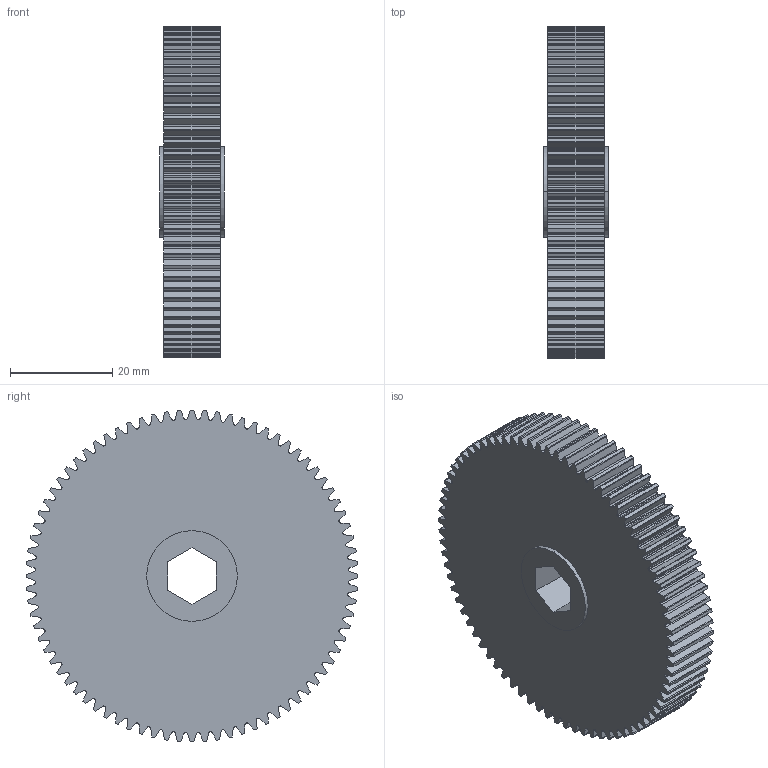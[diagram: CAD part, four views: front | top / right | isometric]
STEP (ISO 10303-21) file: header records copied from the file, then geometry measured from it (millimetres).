
FILE_DESCRIPTION (( 'STEP AP214' ), '1' );
FILE_NAME ('WCP-0010.STEP', '2015-01-03T07:41:03', ( '' ), ( '' ), 'SwSTEP 2.0', 'SolidWorks 2014', '' );
FILE_SCHEMA (( 'AUTOMOTIVE_DESIGN' ));
Length unit declared in the file: inch
Products named in the file (1): WCP-0010
Bounding box: 12.65 x 65.09 x 65.09 mm (x, y, z)
Volume: 34302.7 mm3; surface area: 11004 mm2
Topology: 1 solids, 1 shells, 697 faces, 2079 edges, 1386 vertices
Faces by surface type: cylinder 357, bspline 330, plane 10
Entity records: 28939 total; most frequent: CARTESIAN_POINT 11725, ORIENTED_EDGE 4158, DIRECTION 2877, EDGE_CURVE 2079, VERTEX_POINT 1386, AXIS2_PLACEMENT_3D 1082, CIRCLE 714, LINE 713
